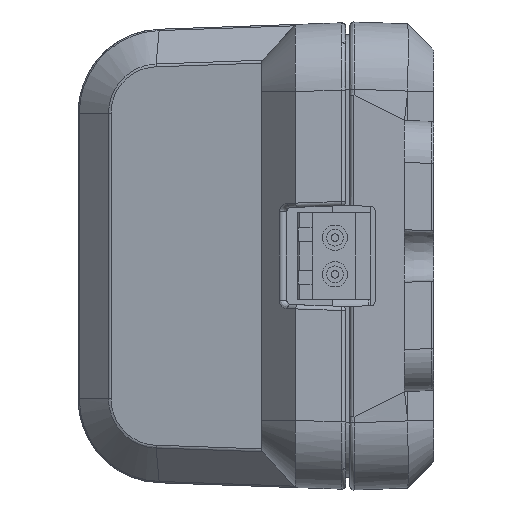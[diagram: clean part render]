
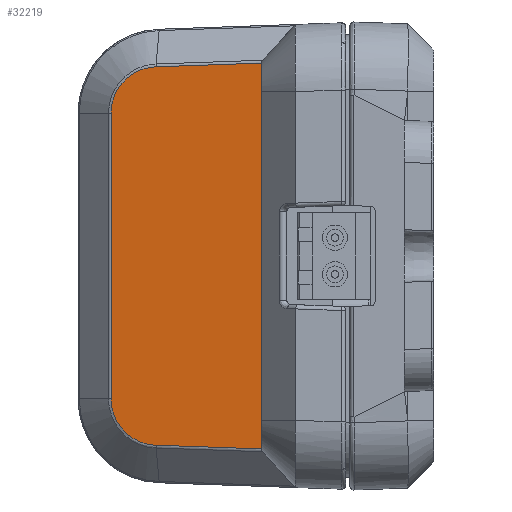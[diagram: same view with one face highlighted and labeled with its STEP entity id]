
A CAD part, left-side view. The second image highlights one B-rep face of the part: STEP entity #32219.
In plain terms, the highlighted planar face has unit normal (-0.99, 0.139, 0).
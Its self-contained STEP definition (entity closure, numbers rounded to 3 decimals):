
#489 = DIRECTION ( 'NONE',  ( 0., 0., 1. ) ) ;
#626 = DIRECTION ( 'NONE',  ( 0., 0., -1. ) ) ;
#792 = VERTEX_POINT ( 'NONE', #2016 ) ;
#1180 = DIRECTION ( 'NONE',  ( 0.139, 0.99, -0.035 ) ) ;
#2016 = CARTESIAN_POINT ( 'NONE',  ( -35.237, 22.547, -22.503 ) ) ;
#2469 = CARTESIAN_POINT ( 'NONE',  ( -35.138, 23.252, 22.447 ) ) ;
#2563 = CARTESIAN_POINT ( 'NONE',  ( -34.903, 24.923, -21.896 ) ) ;
#2651 = EDGE_LOOP ( 'NONE', ( #25172, #30709, #23656, #7005, #7170, #36184 ) ) ;
#3025 = CARTESIAN_POINT ( 'NONE',  ( -35.237, 22.547, -22.503 ) ) ;
#3176 = CARTESIAN_POINT ( 'NONE',  ( -34.484, 27.901, -17.342 ) ) ;
#3328 = B_SPLINE_CURVE_WITH_KNOTS ( 'NONE', 3,
 ( #37872, #3176, #34655, #41352, #16733, #9687, #27447, #20568, #17016, #13679, #44873, #30531, #13383, #34196, #2563, #30831, #34039, #44565, #6234, #9527, #37713, #3025 ),
 .UNSPECIFIED., .F., .F.,
 ( 4, 2, 2, 2, 2, 2, 2, 2, 2, 2, 4 ),
 ( 0., 0.001, 0.002, 0.003, 0.003, 0.004, 0.005, 0.006, 0.007, 0.008, 0.009 ),
 .UNSPECIFIED. ) ;
#5521 = CARTESIAN_POINT ( 'NONE',  ( -35.187, 22.903, 22.492 ) ) ;
#5985 = CARTESIAN_POINT ( 'NONE',  ( -35.041, 23.936, 22.292 ) ) ;
#6234 = CARTESIAN_POINT ( 'NONE',  ( -35.065, 23.765, -22.331 ) ) ;
#6586 = CARTESIAN_POINT ( 'NONE',  ( -34.484, 27.901, 17.342 ) ) ;
#7005 = ORIENTED_EDGE ( 'NONE', *, *, #34032, .T. ) ;
#7170 = ORIENTED_EDGE ( 'NONE', *, *, #35201, .T. ) ;
#7519 = VERTEX_POINT ( 'NONE', #41823 ) ;
#7911 = CARTESIAN_POINT ( 'NONE',  ( -34.484, 27.901, -16.982 ) ) ;
#8097 = EDGE_CURVE ( 'NONE', #792, #18906, #44726, .T. ) ;
#8600 = VECTOR ( 'NONE', #18534, 1000. ) ;
#8957 = FACE_OUTER_BOUND ( 'NONE', #2651, .T. ) ;
#9527 = CARTESIAN_POINT ( 'NONE',  ( -35.138, 23.252, -22.447 ) ) ;
#9687 = CARTESIAN_POINT ( 'NONE',  ( -34.551, 27.424, -19.233 ) ) ;
#9746 = CARTESIAN_POINT ( 'NONE',  ( -34.509, 27.722, 18.388 ) ) ;
#13128 = CARTESIAN_POINT ( 'NONE',  ( -34.524, 27.62, 18.73 ) ) ;
#13202 = LINE ( 'NONE', #17847, #18627 ) ;
#13284 = CARTESIAN_POINT ( 'NONE',  ( -34.484, 27.901, 16.982 ) ) ;
#13383 = CARTESIAN_POINT ( 'NONE',  ( -34.778, 25.81, -21.323 ) ) ;
#13439 = CARTESIAN_POINT ( 'NONE',  ( -34.67, 26.581, 20.582 ) ) ;
#13679 = CARTESIAN_POINT ( 'NONE',  ( -34.639, 26.8, -20.31 ) ) ;
#15728 = CARTESIAN_POINT ( 'NONE',  ( -34.902, 24.925, 21.895 ) ) ;
#16640 = CARTESIAN_POINT ( 'NONE',  ( -34.503, 27.764, 18.216 ) ) ;
#16733 = CARTESIAN_POINT ( 'NONE',  ( -34.523, 27.625, -18.742 ) ) ;
#17016 = CARTESIAN_POINT ( 'NONE',  ( -34.598, 27.092, -19.864 ) ) ;
#17847 = CARTESIAN_POINT ( 'NONE',  ( -37., 10., -27.75 ) ) ;
#18284 = CARTESIAN_POINT ( 'NONE',  ( -34.484, 27.901, -16.982 ) ) ;
#18534 = DIRECTION ( 'NONE',  ( -0.139, -0.99, -0.035 ) ) ;
#18627 = VECTOR ( 'NONE', #489, 1000. ) ;
#18906 = VERTEX_POINT ( 'NONE', #22531 ) ;
#19254 = CARTESIAN_POINT ( 'NONE',  ( -34.777, 25.819, 21.316 ) ) ;
#20568 = CARTESIAN_POINT ( 'NONE',  ( -34.585, 27.183, -19.709 ) ) ;
#21039 = VERTEX_POINT ( 'NONE', #44710 ) ;
#22077 = LINE ( 'NONE', #18284, #23162 ) ;
#22531 = CARTESIAN_POINT ( 'NONE',  ( -37., 10., -22.941 ) ) ;
#23162 = VECTOR ( 'NONE', #626, 1000. ) ;
#23537 = CARTESIAN_POINT ( 'NONE',  ( -34.584, 27.194, 19.708 ) ) ;
#23656 = ORIENTED_EDGE ( 'NONE', *, *, #23893, .T. ) ;
#23682 = CARTESIAN_POINT ( 'NONE',  ( -34.489, 27.866, 17.695 ) ) ;
#23893 = EDGE_CURVE ( 'NONE', #21039, #7519, #31116, .T. ) ;
#24056 = EDGE_CURVE ( 'NONE', #18906, #31214, #13202, .T. ) ;
#24257 = AXIS2_PLACEMENT_3D ( 'NONE', #39916, #37039, #43898 ) ;
#25172 = ORIENTED_EDGE ( 'NONE', *, *, #24056, .T. ) ;
#25595 = CARTESIAN_POINT ( 'NONE',  ( -37.002, 9.989, -22.941 ) ) ;
#26027 = PLANE ( 'NONE',  #24257 ) ;
#26306 = CARTESIAN_POINT ( 'NONE',  ( -34.739, 26.088, 21.088 ) ) ;
#26601 = CARTESIAN_POINT ( 'NONE',  ( -35.237, 22.547, 22.503 ) ) ;
#27447 = CARTESIAN_POINT ( 'NONE',  ( -34.562, 27.349, -19.394 ) ) ;
#30531 = CARTESIAN_POINT ( 'NONE',  ( -34.739, 26.085, -21.091 ) ) ;
#30709 = ORIENTED_EDGE ( 'NONE', *, *, #37036, .T. ) ;
#30831 = CARTESIAN_POINT ( 'NONE',  ( -34.971, 24.437, -22.11 ) ) ;
#31116 = B_SPLINE_CURVE_WITH_KNOTS ( 'NONE', 3,
 ( #26601, #5521, #2469, #5985, #36707, #15728, #40195, #19254, #26306, #13439, #34100, #23537, #31183, #41102, #13128, #9746, #16640, #23682, #6586, #13284 ),
 .UNSPECIFIED., .F., .F.,
 ( 4, 2, 2, 2, 2, 2, 2, 2, 2, 4 ),
 ( 0., 0.001, 0.002, 0.003, 0.004, 0.005, 0.006, 0.007, 0.007, 0.008 ),
 .UNSPECIFIED. ) ;
#31183 = CARTESIAN_POINT ( 'NONE',  ( -34.56, 27.359, 19.395 ) ) ;
#31214 = VERTEX_POINT ( 'NONE', #37180 ) ;
#31749 = VECTOR ( 'NONE', #1180, 1000. ) ;
#32219 = ADVANCED_FACE ( 'NONE', ( #8957 ), #26027, .F. ) ;
#34032 = EDGE_CURVE ( 'NONE', #7519, #34077, #22077, .T. ) ;
#34039 = CARTESIAN_POINT ( 'NONE',  ( -34.994, 24.27, -22.173 ) ) ;
#34077 = VERTEX_POINT ( 'NONE', #7911 ) ;
#34100 = CARTESIAN_POINT ( 'NONE',  ( -34.638, 26.807, 20.301 ) ) ;
#34196 = CARTESIAN_POINT ( 'NONE',  ( -34.86, 25.23, -21.724 ) ) ;
#34655 = CARTESIAN_POINT ( 'NONE',  ( -34.489, 27.866, -17.699 ) ) ;
#35201 = EDGE_CURVE ( 'NONE', #34077, #792, #3328, .T. ) ;
#36184 = ORIENTED_EDGE ( 'NONE', *, *, #8097, .T. ) ;
#36707 = CARTESIAN_POINT ( 'NONE',  ( -34.994, 24.275, 22.181 ) ) ;
#37036 = EDGE_CURVE ( 'NONE', #31214, #21039, #37761, .T. ) ;
#37039 = DIRECTION ( 'NONE',  ( 0.99, -0.139, 0. ) ) ;
#37180 = CARTESIAN_POINT ( 'NONE',  ( -37., 10., 22.941 ) ) ;
#37713 = CARTESIAN_POINT ( 'NONE',  ( -35.187, 22.903, -22.492 ) ) ;
#37761 = LINE ( 'NONE', #39641, #31749 ) ;
#37872 = CARTESIAN_POINT ( 'NONE',  ( -34.484, 27.901, -16.982 ) ) ;
#39641 = CARTESIAN_POINT ( 'NONE',  ( -35.237, 22.547, 22.503 ) ) ;
#39916 = CARTESIAN_POINT ( 'NONE',  ( -33.486, 35., -27.75 ) ) ;
#40195 = CARTESIAN_POINT ( 'NONE',  ( -34.859, 25.237, 21.721 ) ) ;
#41102 = CARTESIAN_POINT ( 'NONE',  ( -34.532, 27.56, 18.9 ) ) ;
#41352 = CARTESIAN_POINT ( 'NONE',  ( -34.509, 27.727, -18.402 ) ) ;
#41823 = CARTESIAN_POINT ( 'NONE',  ( -34.484, 27.901, 16.982 ) ) ;
#43898 = DIRECTION ( 'NONE',  ( 0.139, 0.99, 0. ) ) ;
#44565 = CARTESIAN_POINT ( 'NONE',  ( -35.042, 23.935, -22.284 ) ) ;
#44710 = CARTESIAN_POINT ( 'NONE',  ( -35.237, 22.547, 22.503 ) ) ;
#44726 = LINE ( 'NONE', #25595, #8600 ) ;
#44873 = CARTESIAN_POINT ( 'NONE',  ( -34.67, 26.579, -20.584 ) ) ;
